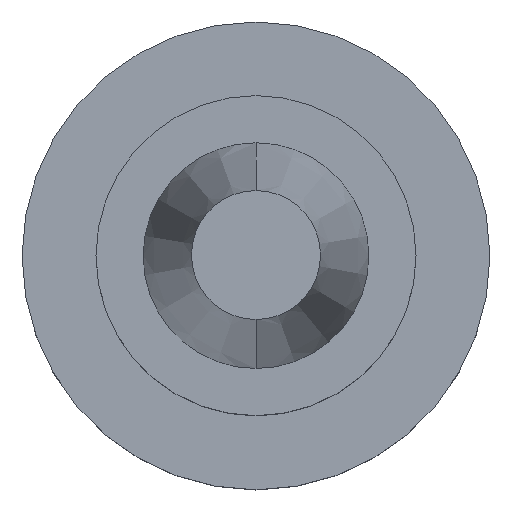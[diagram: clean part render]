
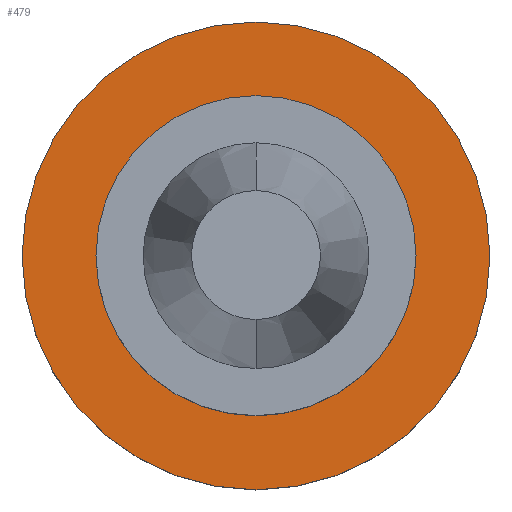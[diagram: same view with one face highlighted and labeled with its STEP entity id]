
A CAD part, top view. The second image highlights one B-rep face of the part: STEP entity #479.
In plain terms, the highlighted planar face has unit normal (0, 0, 1).
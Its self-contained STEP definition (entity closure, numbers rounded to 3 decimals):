
#3 = DIRECTION ( 'NONE',  ( 0., 0., 1. ) ) ;
#23 = AXIS2_PLACEMENT_3D ( 'NONE', #706, #3, #610 ) ;
#45 = AXIS2_PLACEMENT_3D ( 'NONE', #738, #815, #517 ) ;
#57 = VERTEX_POINT ( 'NONE', #532 ) ;
#126 = CARTESIAN_POINT ( 'NONE',  ( 0., 31.5, -32. ) ) ;
#131 = FACE_OUTER_BOUND ( 'NONE', #445, .T. ) ;
#165 = CARTESIAN_POINT ( 'NONE',  ( 0., 0., -32. ) ) ;
#183 = VERTEX_POINT ( 'NONE', #456 ) ;
#198 = AXIS2_PLACEMENT_3D ( 'NONE', #126, #904, #683 ) ;
#199 = AXIS2_PLACEMENT_3D ( 'NONE', #165, #321, #413 ) ;
#239 = EDGE_CURVE ( 'NONE', #582, #183, #998, .T. ) ;
#248 = CIRCLE ( 'NONE', #199, 31.5 ) ;
#285 = VERTEX_POINT ( 'NONE', #406 ) ;
#321 = DIRECTION ( 'NONE',  ( 0., 0., 1. ) ) ;
#368 = FACE_BOUND ( 'NONE', #845, .T. ) ;
#380 = AXIS2_PLACEMENT_3D ( 'NONE', #727, #490, #654 ) ;
#406 = CARTESIAN_POINT ( 'NONE',  ( 0., -31.5, -32. ) ) ;
#413 = DIRECTION ( 'NONE',  ( 1., 0., 0. ) ) ;
#429 = EDGE_CURVE ( 'NONE', #285, #57, #430, .T. ) ;
#430 = CIRCLE ( 'NONE', #45, 31.5 ) ;
#445 = EDGE_LOOP ( 'NONE', ( #725, #937 ) ) ;
#456 = CARTESIAN_POINT ( 'NONE',  ( 46.05, 0., -32. ) ) ;
#479 = ADVANCED_FACE ( 'NONE', ( #368, #131 ), #897, .F. ) ;
#490 = DIRECTION ( 'NONE',  ( 0., 0., 1. ) ) ;
#517 = DIRECTION ( 'NONE',  ( 1., 0., 0. ) ) ;
#532 = CARTESIAN_POINT ( 'NONE',  ( 0., 31.5, -32. ) ) ;
#539 = CIRCLE ( 'NONE', #380, 46.05 ) ;
#577 = ORIENTED_EDGE ( 'NONE', *, *, #429, .F. ) ;
#582 = VERTEX_POINT ( 'NONE', #622 ) ;
#610 = DIRECTION ( 'NONE',  ( 1., 0., 0. ) ) ;
#618 = EDGE_CURVE ( 'NONE', #57, #285, #248, .T. ) ;
#622 = CARTESIAN_POINT ( 'NONE',  ( -46.05, 0., -32. ) ) ;
#639 = EDGE_CURVE ( 'NONE', #183, #582, #539, .T. ) ;
#654 = DIRECTION ( 'NONE',  ( 1., 0., 0. ) ) ;
#683 = DIRECTION ( 'NONE',  ( -1., 0., 0. ) ) ;
#688 = ORIENTED_EDGE ( 'NONE', *, *, #618, .F. ) ;
#706 = CARTESIAN_POINT ( 'NONE',  ( 0., 0., -32. ) ) ;
#725 = ORIENTED_EDGE ( 'NONE', *, *, #639, .T. ) ;
#727 = CARTESIAN_POINT ( 'NONE',  ( 0., 0., -32. ) ) ;
#738 = CARTESIAN_POINT ( 'NONE',  ( 0., 0., -32. ) ) ;
#815 = DIRECTION ( 'NONE',  ( 0., 0., 1. ) ) ;
#845 = EDGE_LOOP ( 'NONE', ( #577, #688 ) ) ;
#897 = PLANE ( 'NONE',  #198 ) ;
#904 = DIRECTION ( 'NONE',  ( 0., 0., -1. ) ) ;
#937 = ORIENTED_EDGE ( 'NONE', *, *, #239, .T. ) ;
#998 = CIRCLE ( 'NONE', #23, 46.05 ) ;
